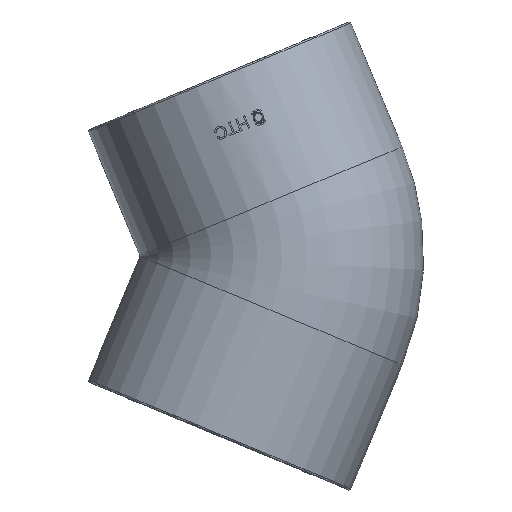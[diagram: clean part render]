
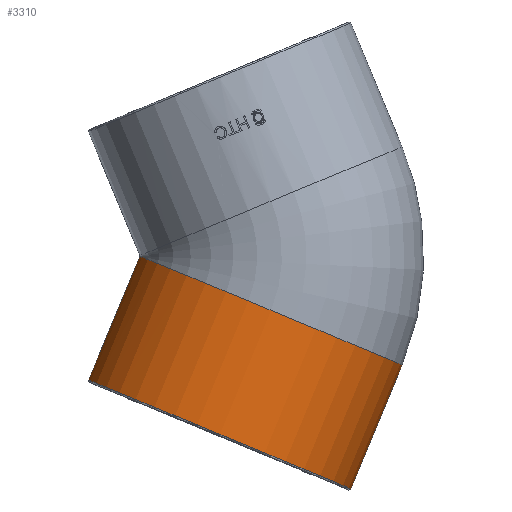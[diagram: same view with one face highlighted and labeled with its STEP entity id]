
A CAD part, top view. The second image highlights one B-rep face of the part: STEP entity #3310.
In plain terms, the highlighted cylindrical face has radius 90.45 mm (diameter 180.9 mm), a full revolution.
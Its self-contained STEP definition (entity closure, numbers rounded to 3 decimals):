
#3310=ADVANCED_FACE('',(#3895,#3896),#3836,.T.);
#3836=CYLINDRICAL_SURFACE('',#9886,90.45);
#3895=FACE_BOUND('',#3987,.T.);
#3896=FACE_BOUND('',#3988,.T.);
#3987=EDGE_LOOP('',(#4578));
#3988=EDGE_LOOP('',(#4579));
#4578=ORIENTED_EDGE('',*,*,#8290,.T.);
#4579=ORIENTED_EDGE('',*,*,#8291,.F.);
#7360=VERTEX_POINT('',#12630);
#7361=VERTEX_POINT('',#12632);
#8290=EDGE_CURVE('',#7360,#7360,#9681,.T.);
#8291=EDGE_CURVE('',#7361,#7361,#9682,.T.);
#9681=CIRCLE('',#9884,90.45);
#9682=CIRCLE('',#9885,90.45);
#9884=AXIS2_PLACEMENT_3D('',#12629,#10490,#10491);
#9885=AXIS2_PLACEMENT_3D('',#12631,#10492,#10493);
#9886=AXIS2_PLACEMENT_3D('',#12633,#10494,#10495);
#10490=DIRECTION('',(-0.383,-0.924,0.));
#10491=DIRECTION('',(0.,0.,-1.));
#10492=DIRECTION('',(-0.383,-0.924,0.));
#10493=DIRECTION('',(0.924,-0.383,0.));
#10494=DIRECTION('',(-0.383,-0.924,0.));
#10495=DIRECTION('',(-0.924,0.383,0.));
#12629=CARTESIAN_POINT('',(2628.632,1102.079,0.));
#12630=CARTESIAN_POINT('',(2628.632,1102.079,-90.45));
#12631=CARTESIAN_POINT('',(2595.941,1023.157,0.));
#12632=CARTESIAN_POINT('',(2679.506,988.543,0.));
#12633=CARTESIAN_POINT('',(2592.485,1014.811,0.));
